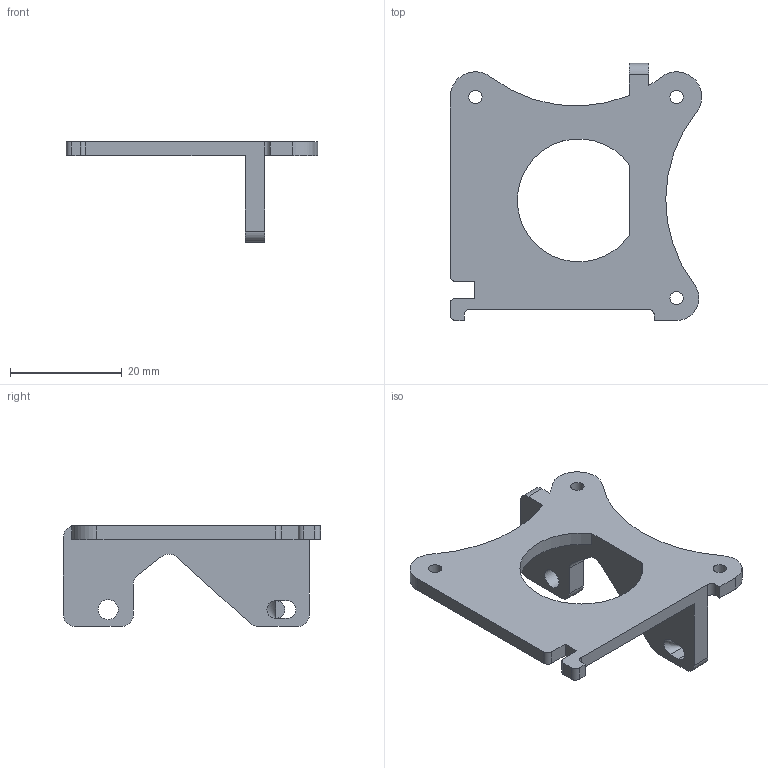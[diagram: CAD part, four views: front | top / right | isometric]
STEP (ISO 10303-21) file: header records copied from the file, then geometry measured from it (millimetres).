
FILE_DESCRIPTION(('FreeCAD Model'),'2;1');
FILE_NAME('Open CASCADE Shape Model','2022-01-18T19:47:56',('Author'),( ''),'Open CASCADE STEP processor 7.5','FreeCAD','Unknown');
FILE_SCHEMA(('AUTOMOTIVE_DESIGN { 1 0 10303 214 1 1 1 1 }'));
Length unit declared in the file: millimetre
Products named in the file (1): 4020blowerfan.holder
Bounding box: 45 x 46 x 18 mm (x, y, z)
Volume: 4863 mm3; surface area: 4451.4 mm2
Topology: 1 solids, 1 shells, 48 faces, 140 edges, 93 vertices
Faces by surface type: cylinder 25, plane 23
Full cylindrical faces by diameter (mm): 2.4 x3, 3.2 x1, 3.6 x1
Entity records: 3485 total; most frequent: CARTESIAN_POINT 675, DIRECTION 525, LINE 291, VECTOR 291, ORIENTED_EDGE 280, PCURVE 280, DEFINITIONAL_REPRESENTATION 280, EDGE_CURVE 140
